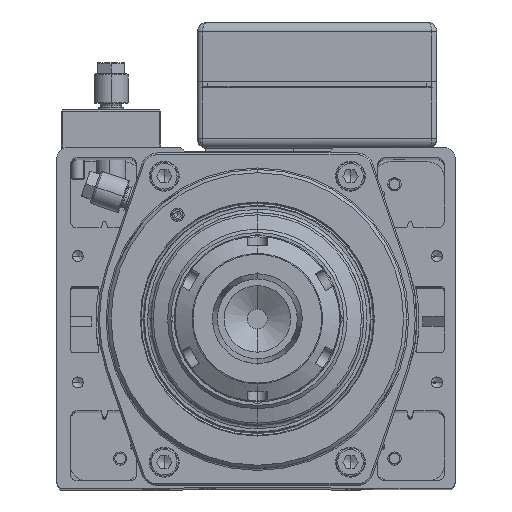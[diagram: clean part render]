
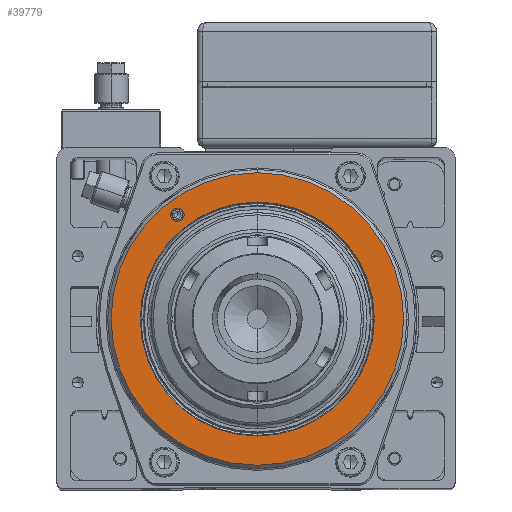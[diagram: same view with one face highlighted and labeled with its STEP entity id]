
A CAD part, top view. The second image highlights one B-rep face of the part: STEP entity #39779.
In plain terms, the highlighted planar face has unit normal (0, 0, 1).
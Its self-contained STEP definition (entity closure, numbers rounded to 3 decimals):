
#296 = DIRECTION ( 'NONE',  ( 0., -1., 0. ) ) ;
#1179 = DIRECTION ( 'NONE',  ( 0., 0., -1. ) ) ;
#1194 = DIRECTION ( 'NONE',  ( 1., 0., 0. ) ) ;
#5880 = EDGE_CURVE ( 'NONE', #104302, #31076, #69264, .T. ) ;
#6898 = DIRECTION ( 'NONE',  ( 1., 0., 0. ) ) ;
#8044 = DIRECTION ( 'NONE',  ( -1., 0., 0. ) ) ;
#8050 = AXIS2_PLACEMENT_3D ( 'NONE', #41921, #1179, #8044 ) ;
#9408 = ORIENTED_EDGE ( 'NONE', *, *, #96443, .F. ) ;
#13269 = ORIENTED_EDGE ( 'NONE', *, *, #30337, .F. ) ;
#16704 = DIRECTION ( 'NONE',  ( 0., 0., 1. ) ) ;
#16742 = CARTESIAN_POINT ( 'NONE',  ( 29.687, 24.046, 0. ) ) ;
#18708 = FACE_BOUND ( 'NONE', #75913, .T. ) ;
#22299 = DIRECTION ( 'NONE',  ( 0., -1., 0. ) ) ;
#22893 = AXIS2_PLACEMENT_3D ( 'NONE', #54672, #103372, #22299 ) ;
#25069 = CARTESIAN_POINT ( 'NONE',  ( 0., -35.2, 0. ) ) ;
#25215 = FACE_OUTER_BOUND ( 'NONE', #52021, .T. ) ;
#25216 = CIRCLE ( 'NONE', #22893, 35.2 ) ;
#25693 = CARTESIAN_POINT ( 'NONE',  ( 31.337, 24.046, 0. ) ) ;
#26107 = AXIS2_PLACEMENT_3D ( 'NONE', #25693, #16704, #1194 ) ;
#27746 = VERTEX_POINT ( 'NONE', #81544 ) ;
#30337 = EDGE_CURVE ( 'NONE', #56995, #44318, #98853, .T. ) ;
#31076 = VERTEX_POINT ( 'NONE', #16742 ) ;
#31944 = ORIENTED_EDGE ( 'NONE', *, *, #53860, .F. ) ;
#32282 = CIRCLE ( 'NONE', #8050, 44. ) ;
#34350 = CARTESIAN_POINT ( 'NONE',  ( 32.987, 24.046, 0. ) ) ;
#36936 = CARTESIAN_POINT ( 'NONE',  ( 0., 35.2, 0. ) ) ;
#38270 = EDGE_CURVE ( 'NONE', #31076, #104302, #39727, .T. ) ;
#39727 = CIRCLE ( 'NONE', #55252, 1.65 ) ;
#39779 = ADVANCED_FACE ( 'NONE', ( #45806, #18708, #25215 ), #97068, .F. ) ;
#41921 = CARTESIAN_POINT ( 'NONE',  ( 0., 0., 0. ) ) ;
#44318 = VERTEX_POINT ( 'NONE', #36936 ) ;
#45806 = FACE_BOUND ( 'NONE', #70539, .T. ) ;
#47325 = ORIENTED_EDGE ( 'NONE', *, *, #5880, .F. ) ;
#47745 = DIRECTION ( 'NONE',  ( -1., 0., 0. ) ) ;
#49647 = DIRECTION ( 'NONE',  ( 0., 0., 1. ) ) ;
#49905 = AXIS2_PLACEMENT_3D ( 'NONE', #58256, #49647, #296 ) ;
#52021 = EDGE_LOOP ( 'NONE', ( #76884, #9408 ) ) ;
#53046 = DIRECTION ( 'NONE',  ( 0., 0., -1. ) ) ;
#53745 = CARTESIAN_POINT ( 'NONE',  ( 0., 0., 0. ) ) ;
#53860 = EDGE_CURVE ( 'NONE', #44318, #56995, #25216, .T. ) ;
#54672 = CARTESIAN_POINT ( 'NONE',  ( 0., 0., 0. ) ) ;
#55252 = AXIS2_PLACEMENT_3D ( 'NONE', #64185, #80748, #6898 ) ;
#56995 = VERTEX_POINT ( 'NONE', #25069 ) ;
#58092 = AXIS2_PLACEMENT_3D ( 'NONE', #105052, #72221, #47745 ) ;
#58256 = CARTESIAN_POINT ( 'NONE',  ( 0., 0., 0. ) ) ;
#60391 = AXIS2_PLACEMENT_3D ( 'NONE', #53745, #53046, #69619 ) ;
#64185 = CARTESIAN_POINT ( 'NONE',  ( 31.337, 24.046, 0. ) ) ;
#69264 = CIRCLE ( 'NONE', #26107, 1.65 ) ;
#69619 = DIRECTION ( 'NONE',  ( -1., 0., 0. ) ) ;
#70539 = EDGE_LOOP ( 'NONE', ( #47325, #94973 ) ) ;
#72221 = DIRECTION ( 'NONE',  ( 0., 0., -1. ) ) ;
#75913 = EDGE_LOOP ( 'NONE', ( #13269, #31944 ) ) ;
#76621 = CIRCLE ( 'NONE', #60391, 44. ) ;
#76884 = ORIENTED_EDGE ( 'NONE', *, *, #86420, .F. ) ;
#80748 = DIRECTION ( 'NONE',  ( 0., 0., 1. ) ) ;
#81544 = CARTESIAN_POINT ( 'NONE',  ( 44., 0., 0. ) ) ;
#81859 = CARTESIAN_POINT ( 'NONE',  ( -44., 0., 0. ) ) ;
#86420 = EDGE_CURVE ( 'NONE', #87271, #27746, #76621, .T. ) ;
#87271 = VERTEX_POINT ( 'NONE', #81859 ) ;
#94973 = ORIENTED_EDGE ( 'NONE', *, *, #38270, .F. ) ;
#96443 = EDGE_CURVE ( 'NONE', #27746, #87271, #32282, .T. ) ;
#97068 = PLANE ( 'NONE',  #58092 ) ;
#98853 = CIRCLE ( 'NONE', #49905, 35.2 ) ;
#103372 = DIRECTION ( 'NONE',  ( 0., 0., 1. ) ) ;
#104302 = VERTEX_POINT ( 'NONE', #34350 ) ;
#105052 = CARTESIAN_POINT ( 'NONE',  ( 0., 34.2, 0. ) ) ;
